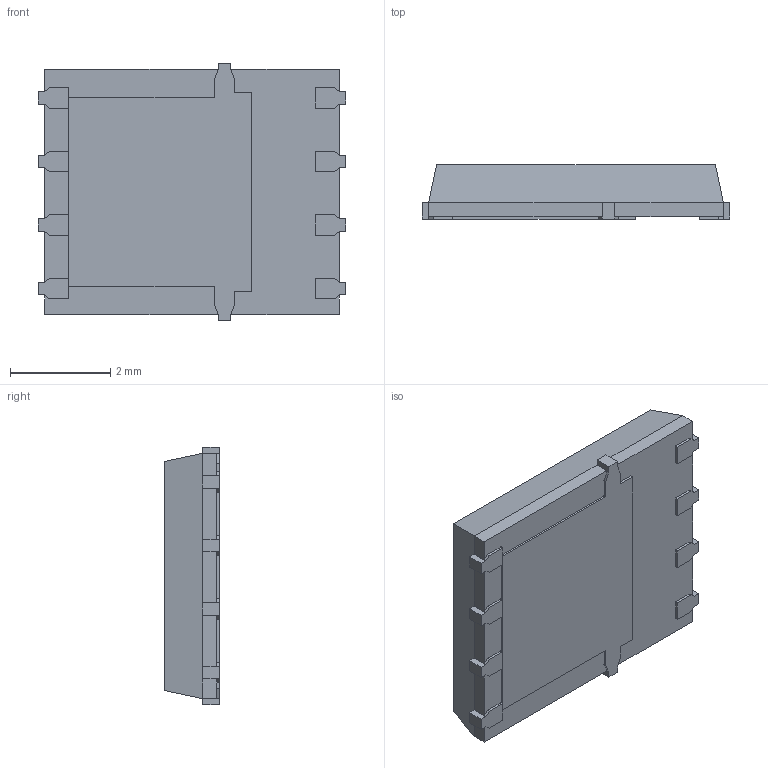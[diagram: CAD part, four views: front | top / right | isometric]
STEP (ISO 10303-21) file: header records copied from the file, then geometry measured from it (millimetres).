
FILE_DESCRIPTION (( 'STEP AP214' ), '1' );
FILE_NAME ('SI7463DP-T1-E3.STEP', '2022-08-06T06:34:03', ( '' ), ( '' ), 'SwSTEP 2.0', 'SolidWorks 2018', '' );
FILE_SCHEMA (( 'AUTOMOTIVE_DESIGN' ));
Length unit declared in the file: millimetre
Products named in the file (1): SI7463DP-T1-E3
Bounding box: 6.15 x 1.09 x 5.15 mm (x, y, z)
Volume: 29.6 mm3; surface area: 126.2 mm2
Topology: 11 solids, 11 shells, 193 faces, 486 edges, 316 vertices
Faces by surface type: plane 189, cylinder 4
Entity records: 6926 total; most frequent: CARTESIAN_POINT 996, ORIENTED_EDGE 972, DIRECTION 882, EDGE_CURVE 486, VECTOR 478, LINE 478, VERTEX_POINT 316, AXIS2_PLACEMENT_3D 202
